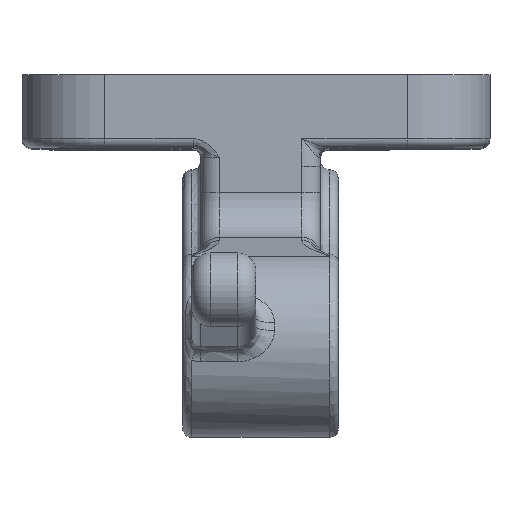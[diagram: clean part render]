
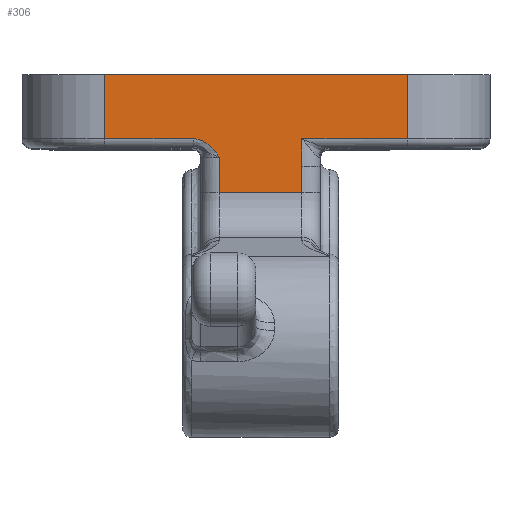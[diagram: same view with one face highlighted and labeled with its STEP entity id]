
A CAD part, top view. The second image highlights one B-rep face of the part: STEP entity #306.
In plain terms, the highlighted planar face has unit normal (0, 0, 1).
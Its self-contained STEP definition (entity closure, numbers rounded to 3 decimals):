
#306=ADVANCED_FACE('',(#815),#816,.T.);
#815=FACE_OUTER_BOUND('',#2479,.T.);
#816=PLANE('',#2480);
#2479=EDGE_LOOP('',(#6287,#6288,#6289,#6290,#6291,#6292,#6293,#6294,#6295,#6296,#6297,#6298));
#2480=AXIS2_PLACEMENT_3D('',#6299,#6300,#6301);
#6287=ORIENTED_EDGE('',*,*,#8072,.F.);
#6288=ORIENTED_EDGE('',*,*,#8073,.F.);
#6289=ORIENTED_EDGE('',*,*,#8074,.T.);
#6290=ORIENTED_EDGE('',*,*,#8075,.F.);
#6291=ORIENTED_EDGE('',*,*,#8076,.T.);
#6292=ORIENTED_EDGE('',*,*,#8077,.F.);
#6293=ORIENTED_EDGE('',*,*,#8078,.F.);
#6294=ORIENTED_EDGE('',*,*,#8079,.F.);
#6295=ORIENTED_EDGE('',*,*,#8080,.F.);
#6296=ORIENTED_EDGE('',*,*,#8081,.F.);
#6297=ORIENTED_EDGE('',*,*,#8067,.F.);
#6298=ORIENTED_EDGE('',*,*,#8082,.F.);
#6299=CARTESIAN_POINT('',(0.,-31.5,0.));
#6300=DIRECTION('',(0.,0.0,1.0));
#6301=DIRECTION('',(1.0,0.0,0.));
#8067=EDGE_CURVE('',#8860,#8867,#8868,.F.);
#8072=EDGE_CURVE('',#8875,#8876,#8877,.F.);
#8073=EDGE_CURVE('',#8878,#8875,#8879,.T.);
#8074=EDGE_CURVE('',#8878,#8880,#8881,.T.);
#8075=EDGE_CURVE('',#8882,#8880,#8883,.T.);
#8076=EDGE_CURVE('',#8882,#8884,#8885,.F.);
#8077=EDGE_CURVE('',#8886,#8884,#8887,.F.);
#8078=EDGE_CURVE('',#8888,#8886,#8889,.F.);
#8079=EDGE_CURVE('',#8890,#8888,#8891,.F.);
#8080=EDGE_CURVE('',#8892,#8890,#8893,.F.);
#8081=EDGE_CURVE('',#8867,#8892,#8894,.F.);
#8082=EDGE_CURVE('',#8876,#8860,#8895,.F.);
#8860=VERTEX_POINT('',#10182);
#8867=VERTEX_POINT('',#10211);
#8868=LINE('',#10212,#10213);
#8875=VERTEX_POINT('',#10221);
#8876=VERTEX_POINT('',#10222);
#8877=B_SPLINE_CURVE_WITH_KNOTS('',3,(#10223,#10224,#10225,#10226),.UNSPECIFIED.,.F.,.F.,(4,4),(0.86,1.0),.UNSPECIFIED.);
#8878=VERTEX_POINT('',#10227);
#8879=LINE('',#10228,#10229);
#8880=VERTEX_POINT('',#10230);
#8881=LINE('',#10231,#10232);
#8882=VERTEX_POINT('',#10233);
#8883=LINE('',#10234,#10235);
#8884=VERTEX_POINT('',#10236);
#8885=B_SPLINE_CURVE_WITH_KNOTS('',1,(#10237,#10238),.UNSPECIFIED.,.F.,.F.,(2,2),(0.86,1.0),.UNSPECIFIED.);
#8886=VERTEX_POINT('',#10239);
#8887=LINE('',#10240,#10241);
#8888=VERTEX_POINT('',#10242);
#8889=B_SPLINE_CURVE_WITH_KNOTS('',3,(#10243,#10244,#10245,#10246,#10247,#10248,#10249,#10250,#10251,#10252,#10253,#10254,#10255,#10256),.UNSPECIFIED.,.F.,.F.,(4,2,2,2,2,2,4),(0.0,0.,0.001,0.001,0.002,0.003,0.004),.UNSPECIFIED.);
#8890=VERTEX_POINT('',#10257);
#8891=LINE('',#10258,#10259);
#8892=VERTEX_POINT('',#10260);
#8893=B_SPLINE_CURVE_WITH_KNOTS('',3,(#10261,#10262,#10263,#10264),.UNSPECIFIED.,.F.,.F.,(4,4),(0.267,0.867),.UNSPECIFIED.);
#8894=LINE('',#10265,#10266);
#8895=LINE('',#10267,#10268);
#10182=CARTESIAN_POINT('',(5.,-38.5,0.));
#10211=CARTESIAN_POINT('',(5.,-41.5,0.));
#10212=CARTESIAN_POINT('',(5.,-31.5,0.));
#10213=VECTOR('',#11760,1.0);
#10221=CARTESIAN_POINT('',(16.5,-31.5,0.));
#10222=CARTESIAN_POINT('',(16.5,-38.5,0.));
#10223=CARTESIAN_POINT('',(16.5,-38.5,0.));
#10224=CARTESIAN_POINT('',(16.5,-36.167,0.));
#10225=CARTESIAN_POINT('',(16.5,-33.833,0.));
#10226=CARTESIAN_POINT('',(16.5,-31.5,0.));
#10227=CARTESIAN_POINT('',(9.,-31.5,0.));
#10228=CARTESIAN_POINT('',(0.,-31.5,0.));
#10229=VECTOR('',#11768,1.0);
#10230=CARTESIAN_POINT('',(-8.,-31.5,0.));
#10231=CARTESIAN_POINT('',(9.,-31.5,0.));
#10232=VECTOR('',#11769,1.0);
#10233=CARTESIAN_POINT('',(-16.5,-31.5,0.));
#10234=CARTESIAN_POINT('',(0.,-31.5,0.));
#10235=VECTOR('',#11770,1.0);
#10236=CARTESIAN_POINT('',(-16.5,-38.5,0.));
#10237=CARTESIAN_POINT('',(-16.5,-38.5,0.));
#10238=CARTESIAN_POINT('',(-16.5,-31.5,0.));
#10239=CARTESIAN_POINT('',(-6.828,-38.5,0.));
#10240=CARTESIAN_POINT('',(0.,-38.5,0.));
#10241=VECTOR('',#11771,1.0);
#10242=CARTESIAN_POINT('',(-4.,-40.5,0.));
#10243=CARTESIAN_POINT('',(-6.828,-38.5,0.));
#10244=CARTESIAN_POINT('',(-6.676,-38.5,0.));
#10245=CARTESIAN_POINT('',(-6.526,-38.515,0.));
#10246=CARTESIAN_POINT('',(-6.232,-38.574,0.));
#10247=CARTESIAN_POINT('',(-6.085,-38.617,0.));
#10248=CARTESIAN_POINT('',(-5.804,-38.728,0.));
#10249=CARTESIAN_POINT('',(-5.67,-38.796,0.));
#10250=CARTESIAN_POINT('',(-5.411,-38.951,0.));
#10251=CARTESIAN_POINT('',(-5.287,-39.039,0.));
#10252=CARTESIAN_POINT('',(-4.937,-39.324,0.));
#10253=CARTESIAN_POINT('',(-4.731,-39.541,0.));
#10254=CARTESIAN_POINT('',(-4.349,-40.007,0.));
#10255=CARTESIAN_POINT('',(-4.173,-40.255,0.));
#10256=CARTESIAN_POINT('',(-4.,-40.5,0.));
#10257=CARTESIAN_POINT('',(-4.,-44.386,0.));
#10258=CARTESIAN_POINT('',(-4.,-31.5,0.));
#10259=VECTOR('',#11772,1.0);
#10260=CARTESIAN_POINT('',(5.,-44.386,0.));
#10261=CARTESIAN_POINT('',(-4.,-44.386,0.));
#10262=CARTESIAN_POINT('',(-1.,-44.386,0.));
#10263=CARTESIAN_POINT('',(2.,-44.386,0.));
#10264=CARTESIAN_POINT('',(5.,-44.386,0.));
#10265=CARTESIAN_POINT('',(5.,-31.5,0.));
#10266=VECTOR('',#11773,1.0);
#10267=CARTESIAN_POINT('',(0.,-38.5,0.));
#10268=VECTOR('',#11774,1.0);
#11760=DIRECTION('',(0.0,1.0,0.0));
#11768=DIRECTION('',(1.0,0.0,0.));
#11769=DIRECTION('',(-1.0,0.0,0.));
#11770=DIRECTION('',(1.0,0.0,0.));
#11771=DIRECTION('',(1.0,0.0,0.));
#11772=DIRECTION('',(0.0,-1.0,0.0));
#11773=DIRECTION('',(0.0,1.0,0.0));
#11774=DIRECTION('',(1.0,0.0,0.));
